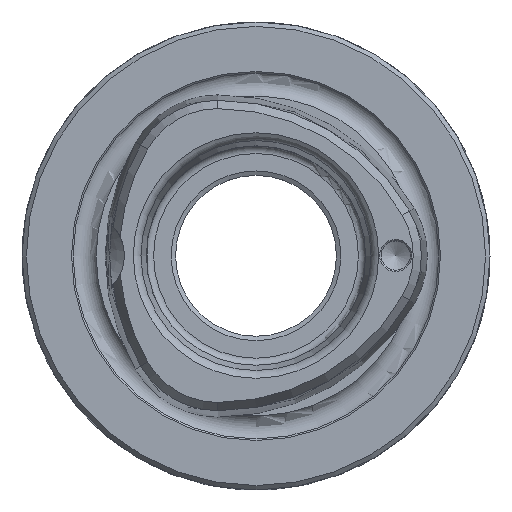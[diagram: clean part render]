
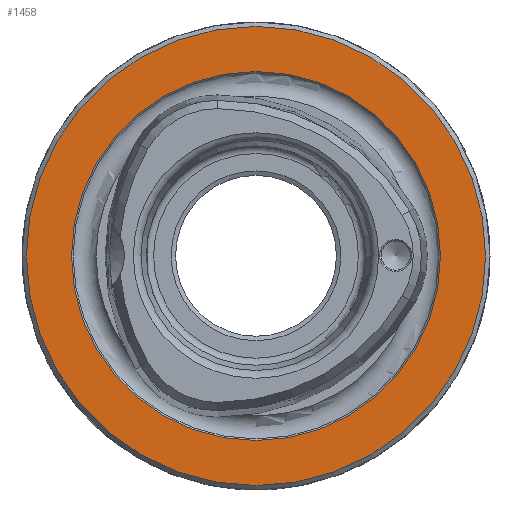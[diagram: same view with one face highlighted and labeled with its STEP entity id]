
A CAD part, top view. The second image highlights one B-rep face of the part: STEP entity #1458.
In plain terms, the highlighted planar face has unit normal (0, 0, 1).
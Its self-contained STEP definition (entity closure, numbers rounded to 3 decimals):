
#232=PLANE('',#1612);
#340=ORIENTED_EDGE('',*,*,#737,.T.);
#341=ORIENTED_EDGE('',*,*,#738,.F.);
#737=EDGE_CURVE('',#938,#938,#1045,.T.);
#738=EDGE_CURVE('',#939,#939,#1046,.T.);
#938=VERTEX_POINT('',#2472);
#939=VERTEX_POINT('',#2474);
#1045=CIRCLE('',#1613,15.7);
#1046=CIRCLE('',#1614,12.614);
#1138=EDGE_LOOP('',(#340));
#1139=EDGE_LOOP('',(#341));
#1297=FACE_BOUND('',#1138,.T.);
#1298=FACE_BOUND('',#1139,.T.);
#1458=ADVANCED_FACE('',(#1297,#1298),#232,.T.);
#1612=AXIS2_PLACEMENT_3D('',#2470,#1888,#1889);
#1613=AXIS2_PLACEMENT_3D('',#2471,#1890,#1891);
#1614=AXIS2_PLACEMENT_3D('',#2473,#1892,#1893);
#1888=DIRECTION('',(0.,0.,1.));
#1889=DIRECTION('',(1.,0.,0.));
#1890=DIRECTION('',(0.,0.,1.));
#1891=DIRECTION('',(1.,0.,0.));
#1892=DIRECTION('',(0.,0.,1.));
#1893=DIRECTION('',(1.,0.,0.));
#2470=CARTESIAN_POINT('',(12.25,0.,0.));
#2471=CARTESIAN_POINT('',(0.,0.,0.));
#2472=CARTESIAN_POINT('',(15.7,0.,0.));
#2473=CARTESIAN_POINT('',(0.,0.,0.));
#2474=CARTESIAN_POINT('',(12.614,0.,0.));
